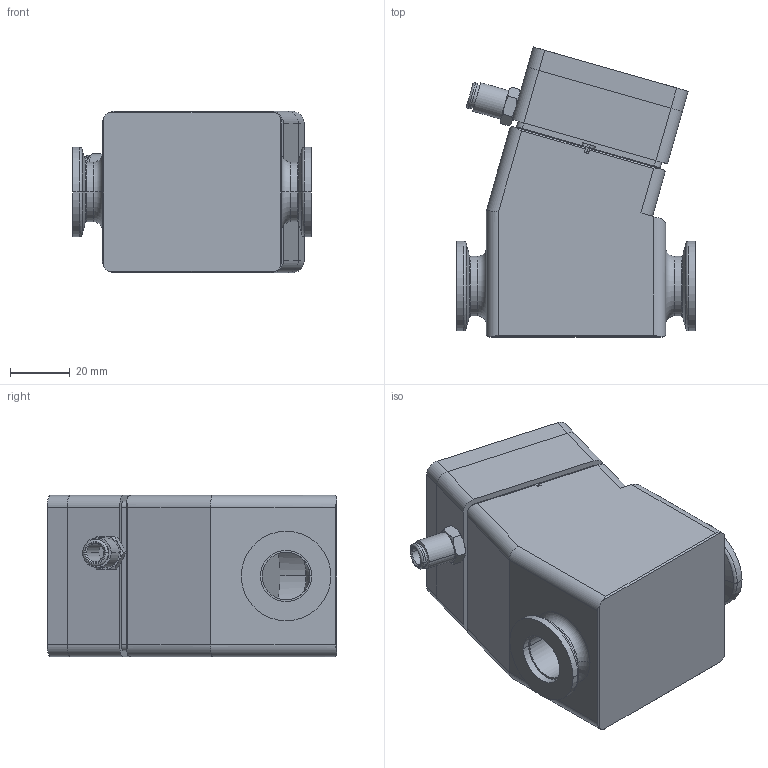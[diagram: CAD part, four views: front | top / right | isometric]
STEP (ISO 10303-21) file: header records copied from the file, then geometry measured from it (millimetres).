
FILE_DESCRIPTION (( 'STEP AP214' ), '1' );
FILE_NAME ('PAIV-S02100 SHELLED.STEP', '2025-11-24T22:39:36', ( '' ), ( '' ), 'SwSTEP 2.0', 'SolidWorks 2023', '' );
FILE_SCHEMA (( 'AUTOMOTIVE_DESIGN' ));
Length unit declared in the file: millimetre
Products named in the file (11): PAIV-S02100 SHELLED; 2000194027_SHELLED; 2000207083_SHELLED; 9551-00003M-30_91292A022; 35-01477; 29-00062_5225K506; 39-01022_SHELLED; 2000260384; 2000207084_SHELLED; 36-00435_extended; 35-01473_SHELLED
Assembly tree (13 placements, depth 4):
  PAIV-S02100 SHELLED
    2000260384
    2000207084_SHELLED
      39-01022_SHELLED
        36-00435_extended
        35-01477
        35-01473_SHELLED
      2000194027_SHELLED
      2000207083_SHELLED
      9551-00003M-30_91292A022  x4
      29-00062_5225K506
Bounding box: 80 x 97.06 x 54 mm (x, y, z)
Volume: 209515.1 mm3; surface area: 84169.4 mm2
Topology: 12 solids, 14 shells, 910 faces, 2256 edges, 1429 vertices
Faces by surface type: cylinder 444, plane 187, torus 141, cone 120, bspline 14, sphere 4
Entity records: 25156 total; most frequent: CARTESIAN_POINT 11695, ORIENTED_EDGE 2784, DIRECTION 2715, EDGE_CURVE 1392, AXIS2_PLACEMENT_3D 1144, VERTEX_POINT 881, EDGE_LOOP 695, ADVANCED_FACE 598
